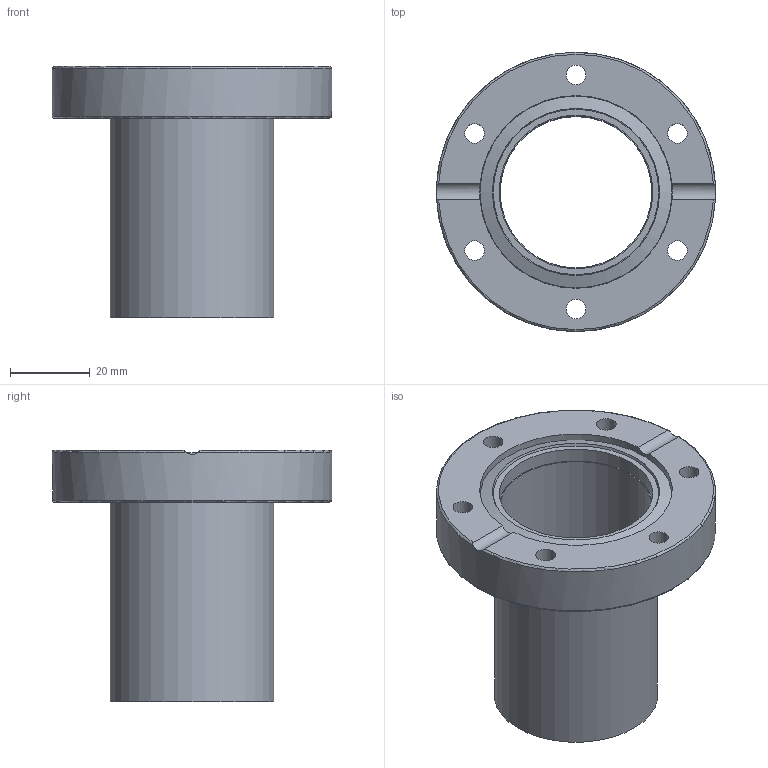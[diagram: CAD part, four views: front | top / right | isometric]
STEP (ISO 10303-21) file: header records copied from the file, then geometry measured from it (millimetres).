
FILE_DESCRIPTION((''),'2;1');
FILE_NAME('TU38RT-316LNS.stp','2009-04-09T13:04:35',('hasers'),(''),'Autodesk Inventor 2008','Autodesk Inventor 2008','');
FILE_SCHEMA(('AUTOMOTIVE_DESIGN { 1 0 10303 214 1 1 1 1 }'));
Length unit declared in the file: millimetre
Products named in the file (4): TU38RT-316LNS; CF-R [Subject [Summary]=-316LNS][Title [Summary]=F35RIB41]; CF-R [Subject [Summary]=-316LNS][Title [Summary]=F35ROT]; Rohre [Subject [Summary]=normal][Keywords [Summary]=1.4404][Title [Summary]=41x1,5 (0,5m)]_2
Assembly tree (3 placements, depth 2):
  TU38RT-316LNS
    CF-R [Subject [Summary]=-316LNS][Title [Summary]=F35RIB41]
    CF-R [Subject [Summary]=-316LNS][Title [Summary]=F35ROT]
    Rohre [Subject [Summary]=normal][Keywords [Summary]=1.4404][Title [Summary]=41x1,5 (0,5m)]_2
Bounding box: 70 x 70 x 63 mm (x, y, z)
Volume: 40282.8 mm3; surface area: 28016.2 mm2
Topology: 3 solids, 3 shells, 37 faces, 90 edges, 60 vertices
Faces by surface type: bspline 13, torus 7, plane 7, cylinder 7, cone 3
Full cylindrical faces by diameter (mm): 38 x1, 41 x1, 48.1 x1, 48.9 x1, 70 x1
Entity records: 1269 total; most frequent: CARTESIAN_POINT 455, DIRECTION 150, ORIENTED_EDGE 108, EDGE_LOOP 80, AXIS2_PLACEMENT_3D 73, EDGE_CURVE 54, VERTEX_POINT 48, FACE_BOUND 43
